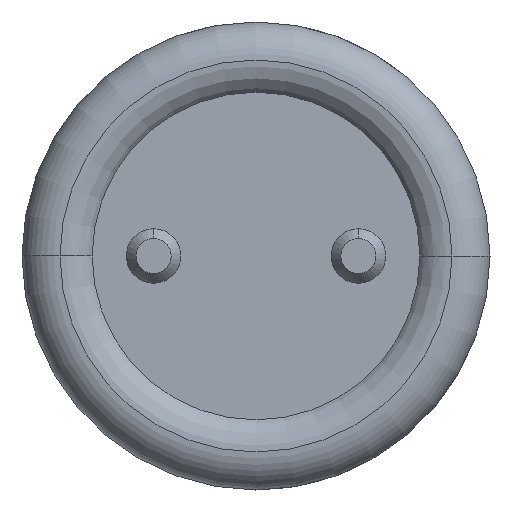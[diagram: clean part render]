
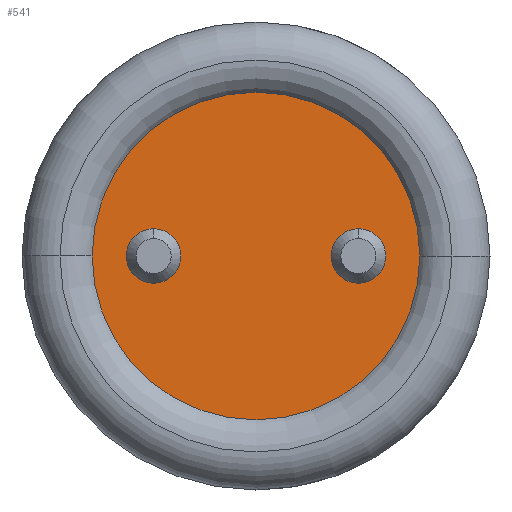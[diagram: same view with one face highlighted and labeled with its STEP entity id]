
A CAD part, front view. The second image highlights one B-rep face of the part: STEP entity #541.
In plain terms, the highlighted planar face has unit normal (0, -1, 0).
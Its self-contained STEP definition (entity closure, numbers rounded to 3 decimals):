
#6 = CARTESIAN_POINT ( 'NONE',  ( 1.75, 0.2, -0.467 ) ) ;
#25 = AXIS2_PLACEMENT_3D ( 'NONE', #192, #435, #36 ) ;
#36 = DIRECTION ( 'NONE',  ( 1., 0., 0. ) ) ;
#56 = ORIENTED_EDGE ( 'NONE', *, *, #333, .F. ) ;
#73 = DIRECTION ( 'NONE',  ( 1., 0., 0. ) ) ;
#91 = CARTESIAN_POINT ( 'NONE',  ( 1.75, 0.2, 0.467 ) ) ;
#115 = AXIS2_PLACEMENT_3D ( 'NONE', #116, #180, #495 ) ;
#116 = CARTESIAN_POINT ( 'NONE',  ( 2.8, 0.2, 0. ) ) ;
#126 = CARTESIAN_POINT ( 'NONE',  ( 0., 0.2, 0. ) ) ;
#136 = DIRECTION ( 'NONE',  ( 1., 0., 0. ) ) ;
#139 = DIRECTION ( 'NONE',  ( 0., -1., 0. ) ) ;
#180 = DIRECTION ( 'NONE',  ( 0., -1., 0. ) ) ;
#188 = AXIS2_PLACEMENT_3D ( 'NONE', #810, #139, #136 ) ;
#192 = CARTESIAN_POINT ( 'NONE',  ( 0., 0.2, 0. ) ) ;
#205 = FACE_BOUND ( 'NONE', #507, .T. ) ;
#207 = VERTEX_POINT ( 'NONE', #538 ) ;
#214 = CIRCLE ( 'NONE', #362, 0.467 ) ;
#219 = CARTESIAN_POINT ( 'NONE',  ( -2.8, 0.2, 0. ) ) ;
#226 = VERTEX_POINT ( 'NONE', #219 ) ;
#233 = CARTESIAN_POINT ( 'NONE',  ( 1.75, 0.2, 0. ) ) ;
#255 = ORIENTED_EDGE ( 'NONE', *, *, #667, .T. ) ;
#277 = PLANE ( 'NONE',  #115 ) ;
#280 = EDGE_LOOP ( 'NONE', ( #578, #56 ) ) ;
#333 = EDGE_CURVE ( 'NONE', #963, #853, #693, .T. ) ;
#361 = EDGE_LOOP ( 'NONE', ( #907, #255 ) ) ;
#362 = AXIS2_PLACEMENT_3D ( 'NONE', #956, #637, #948 ) ;
#364 = DIRECTION ( 'NONE',  ( 0., -1., 0. ) ) ;
#377 = CIRCLE ( 'NONE', #975, 2.8 ) ;
#435 = DIRECTION ( 'NONE',  ( 0., -1., 0. ) ) ;
#442 = DIRECTION ( 'NONE',  ( 0., -1., 0. ) ) ;
#450 = ORIENTED_EDGE ( 'NONE', *, *, #511, .F. ) ;
#467 = CIRCLE ( 'NONE', #873, 0.467 ) ;
#495 = DIRECTION ( 'NONE',  ( 1., 0., 0. ) ) ;
#507 = EDGE_LOOP ( 'NONE', ( #712, #450 ) ) ;
#511 = EDGE_CURVE ( 'NONE', #207, #516, #214, .T. ) ;
#516 = VERTEX_POINT ( 'NONE', #792 ) ;
#518 = EDGE_CURVE ( 'NONE', #526, #226, #601, .T. ) ;
#526 = VERTEX_POINT ( 'NONE', #945 ) ;
#538 = CARTESIAN_POINT ( 'NONE',  ( -1.75, 0.2, 0.467 ) ) ;
#541 = ADVANCED_FACE ( 'NONE', ( #888, #205, #780 ), #277, .T. ) ;
#578 = ORIENTED_EDGE ( 'NONE', *, *, #656, .F. ) ;
#599 = DIRECTION ( 'NONE',  ( 0., -1., 0. ) ) ;
#601 = CIRCLE ( 'NONE', #25, 2.8 ) ;
#630 = CIRCLE ( 'NONE', #188, 0.467 ) ;
#637 = DIRECTION ( 'NONE',  ( 0., -1., 0. ) ) ;
#647 = DIRECTION ( 'NONE',  ( 1., 0., 0. ) ) ;
#656 = EDGE_CURVE ( 'NONE', #853, #963, #467, .T. ) ;
#667 = EDGE_CURVE ( 'NONE', #226, #526, #377, .T. ) ;
#670 = EDGE_CURVE ( 'NONE', #516, #207, #630, .T. ) ;
#693 = CIRCLE ( 'NONE', #849, 0.467 ) ;
#712 = ORIENTED_EDGE ( 'NONE', *, *, #670, .F. ) ;
#725 = DIRECTION ( 'NONE',  ( 1., 0., 0. ) ) ;
#780 = FACE_OUTER_BOUND ( 'NONE', #361, .T. ) ;
#792 = CARTESIAN_POINT ( 'NONE',  ( -1.75, 0.2, -0.467 ) ) ;
#810 = CARTESIAN_POINT ( 'NONE',  ( -1.75, 0.2, 0. ) ) ;
#849 = AXIS2_PLACEMENT_3D ( 'NONE', #233, #599, #73 ) ;
#853 = VERTEX_POINT ( 'NONE', #6 ) ;
#873 = AXIS2_PLACEMENT_3D ( 'NONE', #884, #364, #725 ) ;
#884 = CARTESIAN_POINT ( 'NONE',  ( 1.75, 0.2, 0. ) ) ;
#888 = FACE_BOUND ( 'NONE', #280, .T. ) ;
#907 = ORIENTED_EDGE ( 'NONE', *, *, #518, .T. ) ;
#945 = CARTESIAN_POINT ( 'NONE',  ( 2.8, 0.2, 0. ) ) ;
#948 = DIRECTION ( 'NONE',  ( 1., 0., 0. ) ) ;
#956 = CARTESIAN_POINT ( 'NONE',  ( -1.75, 0.2, 0. ) ) ;
#963 = VERTEX_POINT ( 'NONE', #91 ) ;
#975 = AXIS2_PLACEMENT_3D ( 'NONE', #126, #442, #647 ) ;
